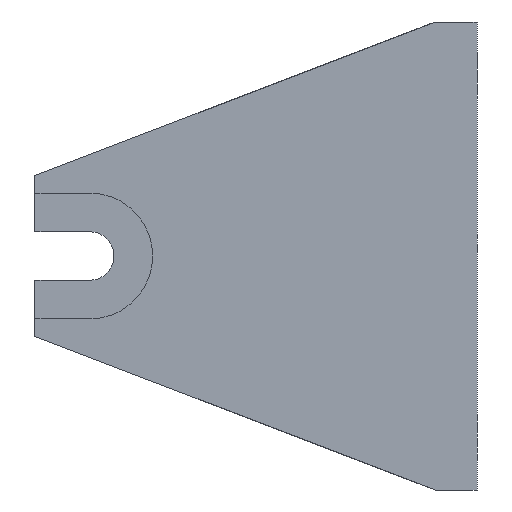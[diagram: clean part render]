
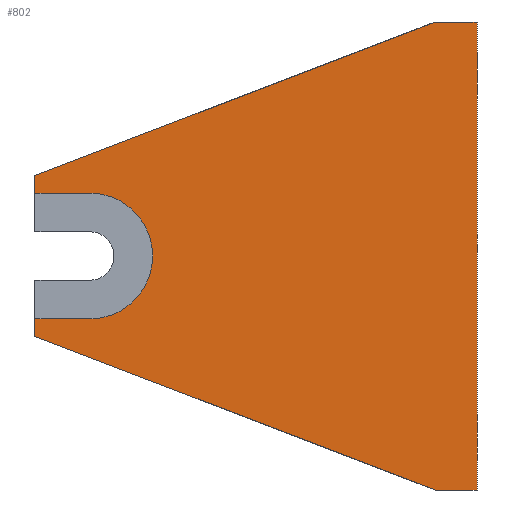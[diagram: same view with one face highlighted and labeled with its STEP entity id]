
A CAD part, left-side view. The second image highlights one B-rep face of the part: STEP entity #802.
In plain terms, the highlighted planar face has unit normal (-1, 0, 0).
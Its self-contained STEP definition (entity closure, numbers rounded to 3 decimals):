
#27 = CARTESIAN_POINT ( 'NONE',  ( 3., -75., -72.5 ) ) ;
#34 = EDGE_CURVE ( 'NONE', #406, #77, #476, .T. ) ;
#43 = DIRECTION ( 'NONE',  ( 0., 0.934, -0.358 ) ) ;
#59 = VECTOR ( 'NONE', #66, 1000. ) ;
#66 = DIRECTION ( 'NONE',  ( 0., 1., 0. ) ) ;
#77 = VERTEX_POINT ( 'NONE', #27 ) ;
#85 = VECTOR ( 'NONE', #43, 1000. ) ;
#100 = CARTESIAN_POINT ( 'NONE',  ( 3., 45., 19.5 ) ) ;
#108 = DIRECTION ( 'NONE',  ( 0., 1., 0. ) ) ;
#119 = EDGE_CURVE ( 'NONE', #305, #332, #290, .T. ) ;
#125 = CARTESIAN_POINT ( 'NONE',  ( 3., -75., 72.5 ) ) ;
#129 = CARTESIAN_POINT ( 'NONE',  ( 3., 62., 72.5 ) ) ;
#154 = CARTESIAN_POINT ( 'NONE',  ( 3., 0., 0. ) ) ;
#157 = CARTESIAN_POINT ( 'NONE',  ( 3., 62., 72.5 ) ) ;
#169 = VECTOR ( 'NONE', #799, 1000. ) ;
#171 = VECTOR ( 'NONE', #789, 1000. ) ;
#175 = CARTESIAN_POINT ( 'NONE',  ( 3., -62., -72.5 ) ) ;
#219 = ORIENTED_EDGE ( 'NONE', *, *, #585, .T. ) ;
#228 = PLANE ( 'NONE',  #412 ) ;
#233 = FACE_OUTER_BOUND ( 'NONE', #387, .T. ) ;
#243 = LINE ( 'NONE', #430, #763 ) ;
#260 = ORIENTED_EDGE ( 'NONE', *, *, #34, .F. ) ;
#290 = CIRCLE ( 'NONE', #528, 19.5 ) ;
#296 = LINE ( 'NONE', #669, #169 ) ;
#298 = EDGE_CURVE ( 'NONE', #332, #377, #609, .T. ) ;
#305 = VERTEX_POINT ( 'NONE', #662 ) ;
#306 = EDGE_CURVE ( 'NONE', #658, #427, #734, .T. ) ;
#320 = LINE ( 'NONE', #129, #417 ) ;
#321 = ORIENTED_EDGE ( 'NONE', *, *, #298, .F. ) ;
#332 = VERTEX_POINT ( 'NONE', #100 ) ;
#351 = DIRECTION ( 'NONE',  ( 0., 0., -1. ) ) ;
#353 = VECTOR ( 'NONE', #682, 1000. ) ;
#361 = ORIENTED_EDGE ( 'NONE', *, *, #536, .F. ) ;
#363 = CARTESIAN_POINT ( 'NONE',  ( 3., -62., 72.5 ) ) ;
#367 = LINE ( 'NONE', #363, #85 ) ;
#371 = ORIENTED_EDGE ( 'NONE', *, *, #119, .F. ) ;
#377 = VERTEX_POINT ( 'NONE', #654 ) ;
#382 = CARTESIAN_POINT ( 'NONE',  ( 3., -75., 72.5 ) ) ;
#385 = DIRECTION ( 'NONE',  ( 0., 0., 1. ) ) ;
#387 = EDGE_LOOP ( 'NONE', ( #321, #371, #452, #718, #402, #361, #260, #433, #219, #794 ) ) ;
#402 = ORIENTED_EDGE ( 'NONE', *, *, #745, .T. ) ;
#406 = VERTEX_POINT ( 'NONE', #125 ) ;
#412 = AXIS2_PLACEMENT_3D ( 'NONE', #154, #727, #607 ) ;
#415 = CARTESIAN_POINT ( 'NONE',  ( 3., 45., 0. ) ) ;
#417 = VECTOR ( 'NONE', #385, 1000. ) ;
#427 = VERTEX_POINT ( 'NONE', #466 ) ;
#430 = CARTESIAN_POINT ( 'NONE',  ( 3., -75., -72.5 ) ) ;
#433 = ORIENTED_EDGE ( 'NONE', *, *, #450, .T. ) ;
#450 = EDGE_CURVE ( 'NONE', #406, #559, #645, .T. ) ;
#451 = CARTESIAN_POINT ( 'NONE',  ( 3., 62., -24.901 ) ) ;
#452 = ORIENTED_EDGE ( 'NONE', *, *, #793, .F. ) ;
#466 = CARTESIAN_POINT ( 'NONE',  ( 3., 62., -19.5 ) ) ;
#476 = LINE ( 'NONE', #547, #570 ) ;
#517 = CARTESIAN_POINT ( 'NONE',  ( 3., -62., -72.5 ) ) ;
#528 = AXIS2_PLACEMENT_3D ( 'NONE', #415, #741, #550 ) ;
#536 = EDGE_CURVE ( 'NONE', #77, #591, #243, .T. ) ;
#543 = CARTESIAN_POINT ( 'NONE',  ( 3., 62., 19.5 ) ) ;
#547 = CARTESIAN_POINT ( 'NONE',  ( 3., -75., 72.5 ) ) ;
#550 = DIRECTION ( 'NONE',  ( 0., 0., -1. ) ) ;
#551 = VECTOR ( 'NONE', #605, 1000. ) ;
#559 = VERTEX_POINT ( 'NONE', #693 ) ;
#570 = VECTOR ( 'NONE', #351, 1000. ) ;
#585 = EDGE_CURVE ( 'NONE', #559, #831, #367, .T. ) ;
#591 = VERTEX_POINT ( 'NONE', #175 ) ;
#605 = DIRECTION ( 'NONE',  ( 0., 0., 1. ) ) ;
#607 = DIRECTION ( 'NONE',  ( 0., 0., 1. ) ) ;
#609 = LINE ( 'NONE', #543, #171 ) ;
#645 = LINE ( 'NONE', #382, #59 ) ;
#654 = CARTESIAN_POINT ( 'NONE',  ( 3., 62., 19.5 ) ) ;
#658 = VERTEX_POINT ( 'NONE', #451 ) ;
#662 = CARTESIAN_POINT ( 'NONE',  ( 3., 45., -19.5 ) ) ;
#669 = CARTESIAN_POINT ( 'NONE',  ( 3., 45., -19.5 ) ) ;
#682 = DIRECTION ( 'NONE',  ( 0., -0.934, -0.358 ) ) ;
#692 = LINE ( 'NONE', #517, #353 ) ;
#693 = CARTESIAN_POINT ( 'NONE',  ( 3., -62., 72.5 ) ) ;
#718 = ORIENTED_EDGE ( 'NONE', *, *, #306, .F. ) ;
#724 = EDGE_CURVE ( 'NONE', #377, #831, #320, .T. ) ;
#727 = DIRECTION ( 'NONE',  ( -1., 0., 0. ) ) ;
#734 = LINE ( 'NONE', #157, #551 ) ;
#741 = DIRECTION ( 'NONE',  ( -1., 0., 0. ) ) ;
#745 = EDGE_CURVE ( 'NONE', #658, #591, #692, .T. ) ;
#750 = CARTESIAN_POINT ( 'NONE',  ( 3., 62., 24.901 ) ) ;
#763 = VECTOR ( 'NONE', #108, 1000. ) ;
#789 = DIRECTION ( 'NONE',  ( 0., 1., 0. ) ) ;
#793 = EDGE_CURVE ( 'NONE', #427, #305, #296, .T. ) ;
#794 = ORIENTED_EDGE ( 'NONE', *, *, #724, .F. ) ;
#799 = DIRECTION ( 'NONE',  ( 0., -1., 0. ) ) ;
#802 = ADVANCED_FACE ( 'NONE', ( #233 ), #228, .T. ) ;
#831 = VERTEX_POINT ( 'NONE', #750 ) ;
